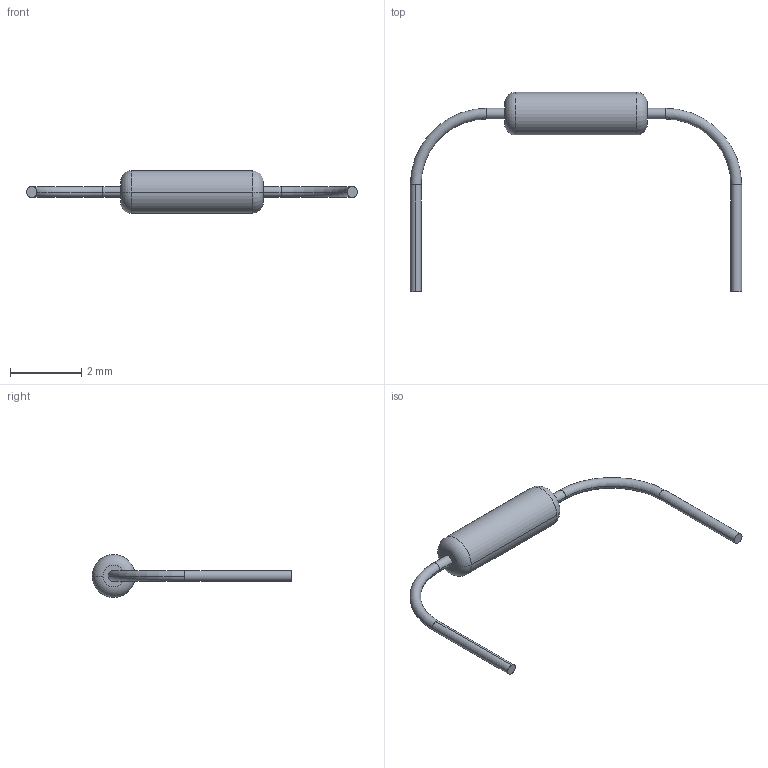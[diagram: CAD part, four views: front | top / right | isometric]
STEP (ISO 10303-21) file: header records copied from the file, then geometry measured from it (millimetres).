
FILE_DESCRIPTION (( 'STEP AP214' ), '1' );
FILE_NAME ('AF82D268-5C18-49CE-BA80-E9BFD0C4B2DC.STEP', '2007-02-20T21:07:51', ( 'sysAdmin' ), ( 'SolidWorks' ), 'SwSTEP 2.0', 'SolidWorks 2007', '' );
FILE_SCHEMA (( 'AUTOMOTIVE_DESIGN' ));
Length unit declared in the file: millimetre
Products named in the file (1): AF82D268-5C18-49CE-BA80-E9BFD0C4B2DC
Bounding box: 9.3 x 5.6 x 1.2 mm (x, y, z)
Volume: 3.6 mm3; surface area: 54.4 mm2
Topology: 1 solids, 2 shells, 48 faces, 96 edges, 58 vertices
Faces by surface type: cylinder 22, torus 16, plane 10
Entity records: 1812 total; most frequent: DIRECTION 268, CARTESIAN_POINT 203, ORIENTED_EDGE 192, AXIS2_PLACEMENT_3D 123, EDGE_CURVE 96, CIRCLE 74, VERTEX_POINT 58, EDGE_LOOP 56
